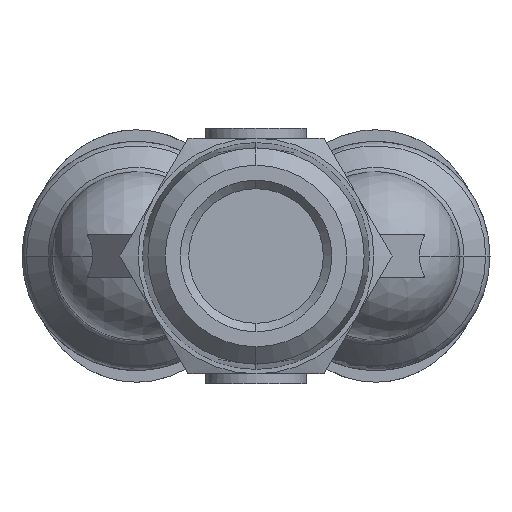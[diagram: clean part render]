
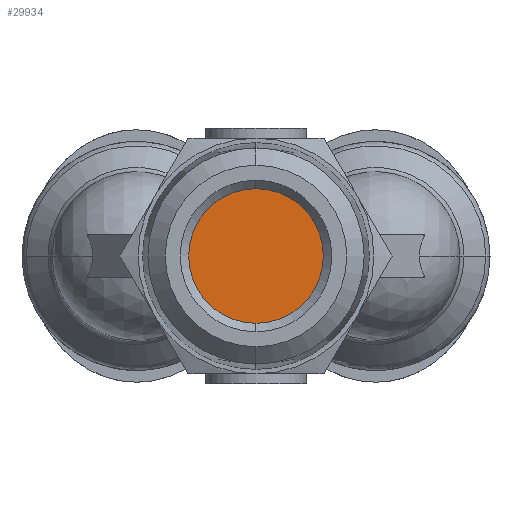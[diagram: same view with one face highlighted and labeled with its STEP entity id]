
A CAD part, front view. The second image highlights one B-rep face of the part: STEP entity #29934.
In plain terms, the highlighted face is planar.
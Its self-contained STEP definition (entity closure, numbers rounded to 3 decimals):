
#3243=CARTESIAN_POINT('',(-23.472,-4.,7.1));
#3244=VERTEX_POINT('',#3243);
#3253=CARTESIAN_POINT('',(-23.472,4.,7.1));
#3254=VERTEX_POINT('',#3253);
#3255=CARTESIAN_POINT('',(-23.472,0.,7.1));
#3256=DIRECTION('',(-1.0,0.0,0.0));
#3257=DIRECTION('',(0.0,-1.0,0.0));
#3258=AXIS2_PLACEMENT_3D('',#3255,#3256,#3257);
#3259=CIRCLE('',#3258,4.0);
#3260=EDGE_CURVE('',#3254,#3244,#3259,.T.);
#3416=CARTESIAN_POINT('',(-23.472,0.,7.1));
#3417=DIRECTION('',(-1.0,0.0,0.0));
#3418=DIRECTION('',(0.0,-1.0,0.0));
#3419=AXIS2_PLACEMENT_3D('',#3416,#3417,#3418);
#3420=CIRCLE('',#3419,4.0);
#3421=EDGE_CURVE('',#3244,#3254,#3420,.T.);
#29925=CARTESIAN_POINT('',(-23.472,0.,3.375));
#29926=DIRECTION('',(-1.0,0.0,0.0));
#29927=DIRECTION('',(0.0,0.0,1.0));
#29928=AXIS2_PLACEMENT_3D('',#29925,#29926,#29927);
#29929=PLANE('',#29928);
#29930=ORIENTED_EDGE('',*,*,#3260,.T.);
#29931=ORIENTED_EDGE('',*,*,#3421,.T.);
#29932=EDGE_LOOP('',(#29930,#29931));
#29933=FACE_OUTER_BOUND('',#29932,.T.);
#29934=ADVANCED_FACE('',(#29933),#29929,.T.);
